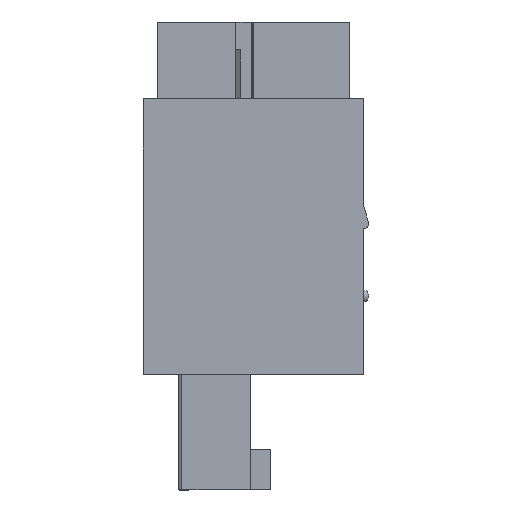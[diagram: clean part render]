
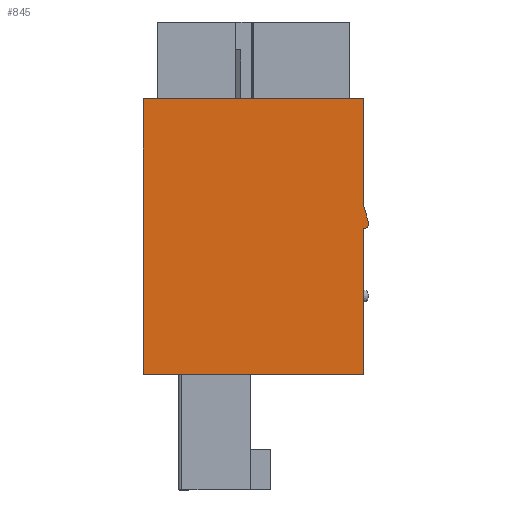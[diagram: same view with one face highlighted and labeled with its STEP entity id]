
A CAD part, left-side view. The second image highlights one B-rep face of the part: STEP entity #845.
In plain terms, the highlighted planar face has unit normal (-1, 0, 0).
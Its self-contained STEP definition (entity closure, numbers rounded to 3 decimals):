
#845 = ADVANCED_FACE( '', ( #2147 ), #2148, .F. );
#2147 = FACE_OUTER_BOUND( '', #4012, .T. );
#2148 = PLANE( '', #4013 );
#4012 = EDGE_LOOP( '', ( #6226, #6227, #6228, #6229, #6230, #6231, #6232 ) );
#4013 = AXIS2_PLACEMENT_3D( '', #6233, #6234, #6235 );
#6226 = ORIENTED_EDGE( '', *, *, #11824, .F. );
#6227 = ORIENTED_EDGE( '', *, *, #11825, .F. );
#6228 = ORIENTED_EDGE( '', *, *, #11826, .F. );
#6229 = ORIENTED_EDGE( '', *, *, #11827, .F. );
#6230 = ORIENTED_EDGE( '', *, *, #11828, .F. );
#6231 = ORIENTED_EDGE( '', *, *, #11829, .F. );
#6232 = ORIENTED_EDGE( '', *, *, #11830, .F. );
#6233 = CARTESIAN_POINT( '', ( -9.92, 0., 0. ) );
#6234 = DIRECTION( '', ( 1., 0., 0. ) );
#6235 = DIRECTION( '', ( 0., 0., -1. ) );
#11824 = EDGE_CURVE( '', #14382, #14383, #14384, .T. );
#11825 = EDGE_CURVE( '', #14385, #14382, #14386, .T. );
#11826 = EDGE_CURVE( '', #14387, #14385, #14388, .T. );
#11827 = EDGE_CURVE( '', #14389, #14387, #14390, .T. );
#11828 = EDGE_CURVE( '', #14391, #14389, #14392, .T. );
#11829 = EDGE_CURVE( '', #14393, #14391, #14394, .T. );
#11830 = EDGE_CURVE( '', #14383, #14393, #14395, .T. );
#14382 = VERTEX_POINT( '', #18031 );
#14383 = VERTEX_POINT( '', #18032 );
#14384 = LINE( '', #18033, #18034 );
#14385 = VERTEX_POINT( '', #18035 );
#14386 = CIRCLE( '', #18036, 0.3 );
#14387 = VERTEX_POINT( '', #18037 );
#14388 = LINE( '', #18038, #18039 );
#14389 = VERTEX_POINT( '', #18040 );
#14390 = LINE( '', #18041, #18042 );
#14391 = VERTEX_POINT( '', #18043 );
#14392 = LINE( '', #18044, #18045 );
#14393 = VERTEX_POINT( '', #18046 );
#14394 = LINE( '', #18047, #18048 );
#14395 = LINE( '', #18049, #18050 );
#18031 = CARTESIAN_POINT( '', ( -9.92, -6.3, 0.45 ) );
#18032 = CARTESIAN_POINT( '', ( -9.92, -6.3, -7.9 ) );
#18033 = CARTESIAN_POINT( '', ( -9.92, -6.3, 7.9 ) );
#18034 = VECTOR( '', #22486, 1000. );
#18035 = CARTESIAN_POINT( '', ( -9.92, -6.589, 0.832 ) );
#18036 = AXIS2_PLACEMENT_3D( '', #22487, #22488, #22489 );
#18037 = CARTESIAN_POINT( '', ( -9.92, -6.3, 1.85 ) );
#18038 = CARTESIAN_POINT( '', ( -9.92, -6.3, 1.85 ) );
#18039 = VECTOR( '', #22490, 1000. );
#18040 = CARTESIAN_POINT( '', ( -9.92, -6.3, 7.9 ) );
#18041 = CARTESIAN_POINT( '', ( -9.92, -6.3, 7.9 ) );
#18042 = VECTOR( '', #22491, 1000. );
#18043 = CARTESIAN_POINT( '', ( -9.92, 6.3, 7.9 ) );
#18044 = CARTESIAN_POINT( '', ( -9.92, 6.3, 7.9 ) );
#18045 = VECTOR( '', #22492, 1000. );
#18046 = CARTESIAN_POINT( '', ( -9.92, 6.3, -7.9 ) );
#18047 = CARTESIAN_POINT( '', ( -9.92, 6.3, -7.9 ) );
#18048 = VECTOR( '', #22493, 1000. );
#18049 = CARTESIAN_POINT( '', ( -9.92, -6.3, -7.9 ) );
#18050 = VECTOR( '', #22494, 1000. );
#22486 = DIRECTION( '', ( 0., 0., -1. ) );
#22487 = CARTESIAN_POINT( '', ( -9.92, -6.3, 0.75 ) );
#22488 = DIRECTION( '', ( 1., 0., 0. ) );
#22489 = DIRECTION( '', ( 0., 1., 0. ) );
#22490 = DIRECTION( '', ( 0., -0.273, -0.962 ) );
#22491 = DIRECTION( '', ( 0., 0., -1. ) );
#22492 = DIRECTION( '', ( 0., -1., 0. ) );
#22493 = DIRECTION( '', ( 0., 0., 1. ) );
#22494 = DIRECTION( '', ( 0., 1., 0. ) );
